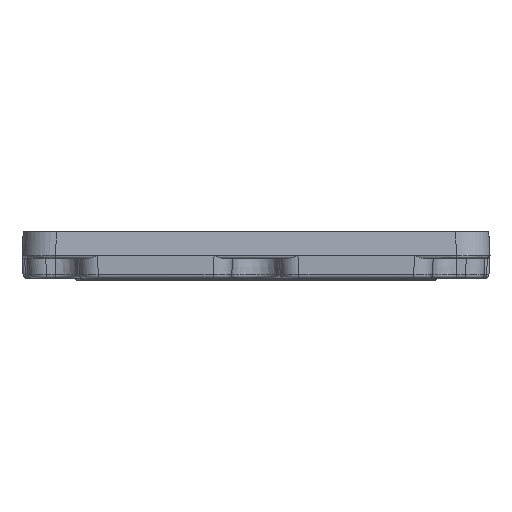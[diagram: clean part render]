
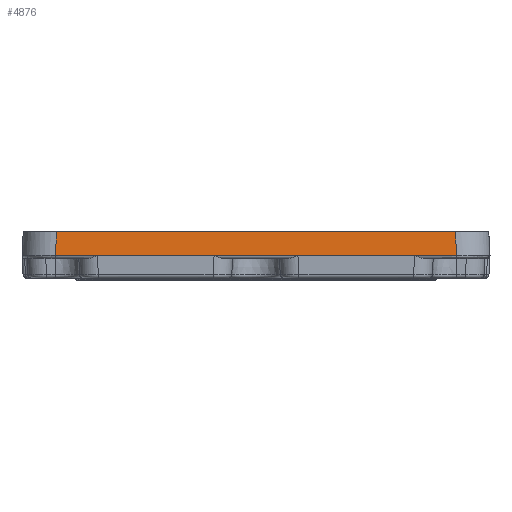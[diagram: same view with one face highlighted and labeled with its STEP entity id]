
A CAD part, front view. The second image highlights one B-rep face of the part: STEP entity #4876.
In plain terms, the highlighted planar face has unit normal (0, -0.999, 0.052).
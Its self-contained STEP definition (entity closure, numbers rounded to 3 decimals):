
#1999=FACE_OUTER_BOUND('',#7614,.T.);
#4876=ADVANCED_FACE('',(#1999),#6597,.F.);
#6597=PLANE('',#29876);
#7614=EDGE_LOOP('',(#12626,#12627,#12628,#12629));
#9698=LINE('',#44617,#10744);
#9713=LINE('',#44864,#10759);
#9714=LINE('',#44866,#10760);
#9715=LINE('',#44868,#10761);
#10744=VECTOR('',#34051,1.);
#10759=VECTOR('',#34102,1.);
#10760=VECTOR('',#34105,1.);
#10761=VECTOR('',#34106,1.);
#12626=ORIENTED_EDGE('',*,*,#23702,.F.);
#12627=ORIENTED_EDGE('',*,*,#23703,.T.);
#12628=ORIENTED_EDGE('',*,*,#23704,.F.);
#12629=ORIENTED_EDGE('',*,*,#23654,.T.);
#20824=VERTEX_POINT('',#44616);
#20825=VERTEX_POINT('',#44618);
#20857=VERTEX_POINT('',#44863);
#20858=VERTEX_POINT('',#44867);
#23654=EDGE_CURVE('',#20825,#20824,#9698,.T.);
#23702=EDGE_CURVE('',#20857,#20824,#9713,.T.);
#23703=EDGE_CURVE('',#20857,#20858,#9714,.T.);
#23704=EDGE_CURVE('',#20825,#20858,#9715,.T.);
#29876=AXIS2_PLACEMENT_3D('',#44869,#34107,#34108);
#34051=DIRECTION('',(1.,0.,0.));
#34102=DIRECTION('',(0.052,-0.052,-0.997));
#34105=DIRECTION('',(-1.,0.,0.));
#34106=DIRECTION('',(0.052,0.052,0.997));
#34107=DIRECTION('',(0.,0.999,-0.052));
#34108=DIRECTION('',(-1.,0.,0.));
#44616=CARTESIAN_POINT('',(30.005,-116.997,0.026));
#44617=CARTESIAN_POINT('',(-30.005,-116.997,0.026));
#44618=CARTESIAN_POINT('',(-30.005,-116.997,0.026));
#44863=CARTESIAN_POINT('',(29.823,-116.815,3.5));
#44864=CARTESIAN_POINT('',(29.823,-116.815,3.5));
#44866=CARTESIAN_POINT('',(0.,-116.815,3.5));
#44867=CARTESIAN_POINT('',(-29.823,-116.815,3.5));
#44868=CARTESIAN_POINT('',(-30.005,-116.997,0.026));
#44869=CARTESIAN_POINT('',(0.013,-116.907,1.75));
